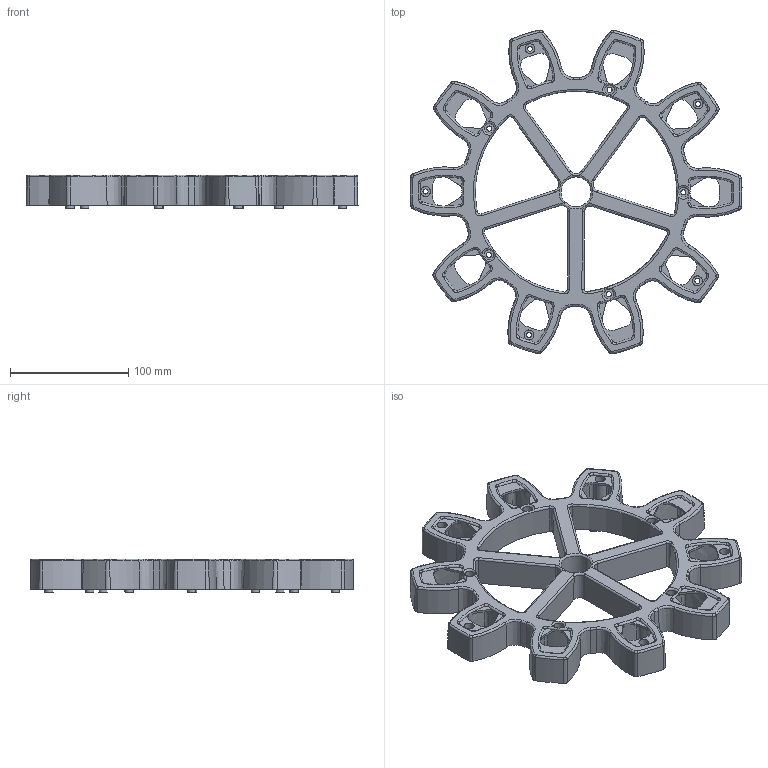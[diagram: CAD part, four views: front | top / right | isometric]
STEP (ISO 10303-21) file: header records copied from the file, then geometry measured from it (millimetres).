
FILE_DESCRIPTION(/* description */ (''),/* implementation_level */ '2;1');
FILE_NAME(/* name */ 'GE-17100_2.stp',/* time_stamp */ '2017-01-08T13:35:05-05:00',/* author */ ('jeff1'),/* organization */ (''),/* preprocessor_version */ 'ST-DEVELOPER v16.5',/* originating_system */ 'Autodesk Inventor 2017',/* authorisation */ '');
FILE_SCHEMA (('AUTOMOTIVE_DESIGN { 1 0 10303 214 3 1 1 }'));
Length unit declared in the file: inch
Products named in the file (1): GE-17100_2
Bounding box: 280.2 x 273.39 x 28.57 mm (x, y, z)
Volume: 260165.1 mm3; surface area: 240055.1 mm2
Topology: 1 solids, 1 shells, 1326 faces, 3639 edges, 2375 vertices
Faces by surface type: cone 613, plane 318, torus 188, cylinder 169, bspline 38
Full cylindrical faces by diameter (mm): 3.429 x5, 3.48 x5, 4.318 x10, 7.366 x10, 8.382 x10, 25.4 x1
Entity records: 44902 total; most frequent: CARTESIAN_POINT 9888, DIRECTION 8116, ORIENTED_EDGE 7104, EDGE_CURVE 3552, AXIS2_PLACEMENT_3D 3453, VERTEX_POINT 2344, CIRCLE 1989, EDGE_LOOP 1494
